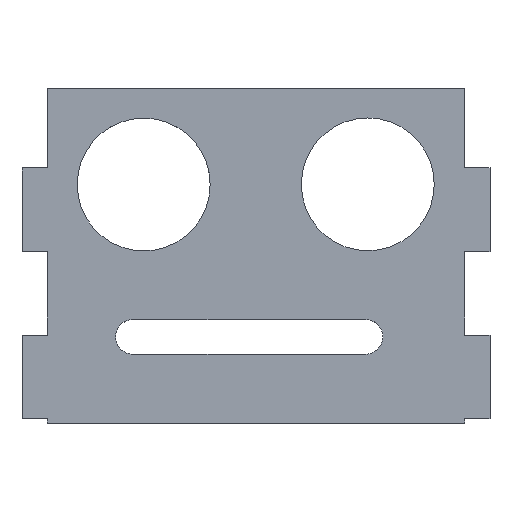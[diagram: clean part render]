
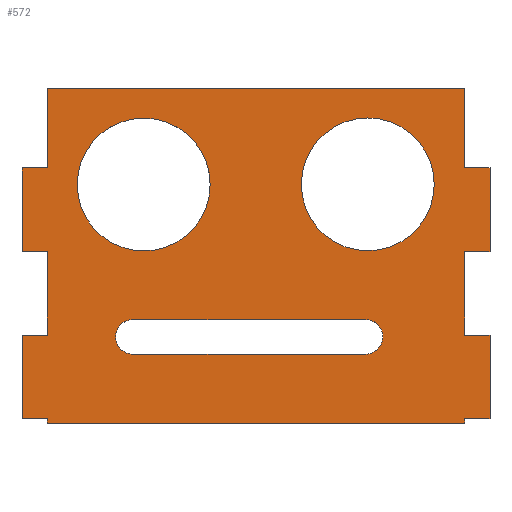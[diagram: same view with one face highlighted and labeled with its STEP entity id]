
A CAD part, top view. The second image highlights one B-rep face of the part: STEP entity #572.
In plain terms, the highlighted planar face has unit normal (0, 0, 1).
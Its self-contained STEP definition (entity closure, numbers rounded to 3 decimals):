
#14=FACE_BOUND('',#101,.T.);
#15=FACE_BOUND('',#102,.T.);
#16=FACE_BOUND('',#103,.T.);
#44=PLANE('',#628);
#72=FACE_OUTER_BOUND('',#100,.T.);
#100=EDGE_LOOP('',(#490,#491,#492,#493,#494,#495,#496,#497,#498,#499,#500,
#501,#502,#503,#504,#505,#506,#507,#508,#509));
#101=EDGE_LOOP('',(#510,#511,#512,#513));
#102=EDGE_LOOP('',(#514));
#103=EDGE_LOOP('',(#515));
#111=LINE('',#788,#181);
#115=LINE('',#798,#185);
#120=LINE('',#818,#190);
#123=LINE('',#824,#193);
#126=LINE('',#830,#196);
#129=LINE('',#836,#199);
#132=LINE('',#842,#202);
#135=LINE('',#848,#205);
#138=LINE('',#854,#208);
#141=LINE('',#860,#211);
#144=LINE('',#866,#214);
#147=LINE('',#872,#217);
#150=LINE('',#878,#220);
#153=LINE('',#884,#223);
#156=LINE('',#890,#226);
#159=LINE('',#896,#229);
#162=LINE('',#902,#232);
#165=LINE('',#908,#235);
#168=LINE('',#914,#238);
#171=LINE('',#920,#241);
#174=LINE('',#926,#244);
#177=LINE('',#930,#247);
#181=VECTOR('',#643,10.);
#185=VECTOR('',#655,10.);
#190=VECTOR('',#674,10.);
#193=VECTOR('',#679,10.);
#196=VECTOR('',#684,10.);
#199=VECTOR('',#689,10.);
#202=VECTOR('',#694,10.);
#205=VECTOR('',#699,10.);
#208=VECTOR('',#704,10.);
#211=VECTOR('',#709,10.);
#214=VECTOR('',#714,10.);
#217=VECTOR('',#719,10.);
#220=VECTOR('',#724,10.);
#223=VECTOR('',#729,10.);
#226=VECTOR('',#734,10.);
#229=VECTOR('',#739,10.);
#232=VECTOR('',#744,10.);
#235=VECTOR('',#749,10.);
#238=VECTOR('',#754,10.);
#241=VECTOR('',#759,10.);
#244=VECTOR('',#764,10.);
#247=VECTOR('',#769,10.);
#249=CIRCLE('',#596,2.063);
#251=CIRCLE('',#600,2.063);
#252=CIRCLE('',#603,7.95);
#254=CIRCLE('',#606,7.95);
#258=VERTEX_POINT('',#779);
#259=VERTEX_POINT('',#781);
#261=VERTEX_POINT('',#787);
#263=VERTEX_POINT('',#793);
#264=VERTEX_POINT('',#800);
#266=VERTEX_POINT('',#806);
#270=VERTEX_POINT('',#815);
#271=VERTEX_POINT('',#817);
#273=VERTEX_POINT('',#823);
#275=VERTEX_POINT('',#829);
#277=VERTEX_POINT('',#835);
#279=VERTEX_POINT('',#841);
#281=VERTEX_POINT('',#847);
#283=VERTEX_POINT('',#853);
#285=VERTEX_POINT('',#859);
#287=VERTEX_POINT('',#865);
#289=VERTEX_POINT('',#871);
#291=VERTEX_POINT('',#877);
#293=VERTEX_POINT('',#883);
#295=VERTEX_POINT('',#889);
#297=VERTEX_POINT('',#895);
#299=VERTEX_POINT('',#901);
#301=VERTEX_POINT('',#907);
#303=VERTEX_POINT('',#913);
#305=VERTEX_POINT('',#919);
#307=VERTEX_POINT('',#925);
#310=EDGE_CURVE('',#259,#258,#249,.T.);
#313=EDGE_CURVE('',#261,#259,#111,.T.);
#316=EDGE_CURVE('',#263,#261,#251,.T.);
#319=EDGE_CURVE('',#258,#263,#115,.T.);
#320=EDGE_CURVE('',#264,#264,#252,.T.);
#323=EDGE_CURVE('',#266,#266,#254,.T.);
#328=EDGE_CURVE('',#271,#270,#120,.T.);
#331=EDGE_CURVE('',#273,#271,#123,.T.);
#334=EDGE_CURVE('',#275,#273,#126,.T.);
#337=EDGE_CURVE('',#277,#275,#129,.T.);
#340=EDGE_CURVE('',#279,#277,#132,.T.);
#343=EDGE_CURVE('',#281,#279,#135,.T.);
#346=EDGE_CURVE('',#283,#281,#138,.T.);
#349=EDGE_CURVE('',#285,#283,#141,.T.);
#352=EDGE_CURVE('',#287,#285,#144,.T.);
#355=EDGE_CURVE('',#289,#287,#147,.T.);
#358=EDGE_CURVE('',#291,#289,#150,.T.);
#361=EDGE_CURVE('',#293,#291,#153,.T.);
#364=EDGE_CURVE('',#295,#293,#156,.T.);
#367=EDGE_CURVE('',#297,#295,#159,.T.);
#370=EDGE_CURVE('',#299,#297,#162,.T.);
#373=EDGE_CURVE('',#301,#299,#165,.T.);
#376=EDGE_CURVE('',#303,#301,#168,.T.);
#379=EDGE_CURVE('',#305,#303,#171,.T.);
#382=EDGE_CURVE('',#307,#305,#174,.T.);
#385=EDGE_CURVE('',#270,#307,#177,.T.);
#490=ORIENTED_EDGE('',*,*,#385,.T.);
#491=ORIENTED_EDGE('',*,*,#382,.T.);
#492=ORIENTED_EDGE('',*,*,#379,.T.);
#493=ORIENTED_EDGE('',*,*,#376,.T.);
#494=ORIENTED_EDGE('',*,*,#373,.T.);
#495=ORIENTED_EDGE('',*,*,#370,.T.);
#496=ORIENTED_EDGE('',*,*,#367,.T.);
#497=ORIENTED_EDGE('',*,*,#364,.T.);
#498=ORIENTED_EDGE('',*,*,#361,.T.);
#499=ORIENTED_EDGE('',*,*,#358,.T.);
#500=ORIENTED_EDGE('',*,*,#355,.T.);
#501=ORIENTED_EDGE('',*,*,#352,.T.);
#502=ORIENTED_EDGE('',*,*,#349,.T.);
#503=ORIENTED_EDGE('',*,*,#346,.T.);
#504=ORIENTED_EDGE('',*,*,#343,.T.);
#505=ORIENTED_EDGE('',*,*,#340,.T.);
#506=ORIENTED_EDGE('',*,*,#337,.T.);
#507=ORIENTED_EDGE('',*,*,#334,.T.);
#508=ORIENTED_EDGE('',*,*,#331,.T.);
#509=ORIENTED_EDGE('',*,*,#328,.T.);
#510=ORIENTED_EDGE('',*,*,#316,.T.);
#511=ORIENTED_EDGE('',*,*,#313,.T.);
#512=ORIENTED_EDGE('',*,*,#310,.T.);
#513=ORIENTED_EDGE('',*,*,#319,.T.);
#514=ORIENTED_EDGE('',*,*,#320,.T.);
#515=ORIENTED_EDGE('',*,*,#323,.T.);
#572=ADVANCED_FACE('',(#72,#14,#15,#16),#44,.T.);
#596=AXIS2_PLACEMENT_3D('',#782,#637,#638);
#600=AXIS2_PLACEMENT_3D('',#794,#649,#650);
#603=AXIS2_PLACEMENT_3D('',#801,#658,#659);
#606=AXIS2_PLACEMENT_3D('',#807,#665,#666);
#628=AXIS2_PLACEMENT_3D('',#931,#770,#771);
#637=DIRECTION('center_axis',(0.,0.,-1.));
#638=DIRECTION('ref_axis',(0.,1.,0.));
#643=DIRECTION('',(1.,0.,0.));
#649=DIRECTION('center_axis',(0.,0.,-1.));
#650=DIRECTION('ref_axis',(0.,-1.,0.));
#655=DIRECTION('',(-1.,0.,0.));
#658=DIRECTION('center_axis',(0.,0.,-1.));
#659=DIRECTION('ref_axis',(-1.,0.,0.));
#665=DIRECTION('center_axis',(0.,0.,-1.));
#666=DIRECTION('ref_axis',(-1.,0.,0.));
#674=DIRECTION('',(0.,1.,0.));
#679=DIRECTION('',(-1.,0.,0.));
#684=DIRECTION('',(0.,1.,0.));
#689=DIRECTION('',(1.,0.,0.));
#694=DIRECTION('',(0.,1.,0.));
#699=DIRECTION('',(-1.,0.,0.));
#704=DIRECTION('',(0.,1.,0.));
#709=DIRECTION('',(1.,0.,0.));
#714=DIRECTION('',(0.,1.,0.));
#719=DIRECTION('',(1.,0.,0.));
#724=DIRECTION('',(0.,-1.,0.));
#729=DIRECTION('',(1.,0.,0.));
#734=DIRECTION('',(0.,-1.,0.));
#739=DIRECTION('',(-1.,0.,0.));
#744=DIRECTION('',(0.,-1.,0.));
#749=DIRECTION('',(1.,0.,0.));
#754=DIRECTION('',(0.,-1.,0.));
#759=DIRECTION('',(-1.,0.,0.));
#764=DIRECTION('',(0.,-1.,0.));
#769=DIRECTION('',(-1.,0.,0.));
#770=DIRECTION('center_axis',(0.,0.,1.));
#771=DIRECTION('ref_axis',(1.,0.,0.));
#779=CARTESIAN_POINT('',(13.112,-11.747,2.5));
#781=CARTESIAN_POINT('',(13.112,-7.622,2.5));
#782=CARTESIAN_POINT('Origin',(13.112,-9.685,2.5));
#787=CARTESIAN_POINT('',(-14.751,-7.622,2.5));
#788=CARTESIAN_POINT('',(-7.375,-7.622,2.5));
#793=CARTESIAN_POINT('',(-14.751,-11.747,2.5));
#794=CARTESIAN_POINT('Origin',(-14.751,-9.685,2.5));
#798=CARTESIAN_POINT('',(6.556,-11.747,2.5));
#800=CARTESIAN_POINT('',(-5.489,8.55,2.5));
#801=CARTESIAN_POINT('Origin',(-13.439,8.55,2.5));
#806=CARTESIAN_POINT('',(21.324,8.568,2.5));
#807=CARTESIAN_POINT('Origin',(13.374,8.568,2.5));
#815=CARTESIAN_POINT('',(25.,20.,2.5));
#817=CARTESIAN_POINT('',(25.,10.53,2.5));
#818=CARTESIAN_POINT('',(25.,10.53,2.5));
#823=CARTESIAN_POINT('',(28.,10.53,2.5));
#824=CARTESIAN_POINT('',(28.,10.53,2.5));
#829=CARTESIAN_POINT('',(28.,0.53,2.5));
#830=CARTESIAN_POINT('',(28.,0.53,2.5));
#835=CARTESIAN_POINT('',(25.,0.53,2.5));
#836=CARTESIAN_POINT('',(25.,0.53,2.5));
#841=CARTESIAN_POINT('',(25.,-9.47,2.5));
#842=CARTESIAN_POINT('',(25.,-9.47,2.5));
#847=CARTESIAN_POINT('',(28.,-9.47,2.5));
#848=CARTESIAN_POINT('',(28.,-9.47,2.5));
#853=CARTESIAN_POINT('',(28.,-19.47,2.5));
#854=CARTESIAN_POINT('',(28.,-19.47,2.5));
#859=CARTESIAN_POINT('',(25.,-19.47,2.5));
#860=CARTESIAN_POINT('',(24.338,-19.47,2.5));
#865=CARTESIAN_POINT('',(25.,-20.,2.5));
#866=CARTESIAN_POINT('',(25.,-20.,2.5));
#871=CARTESIAN_POINT('',(-25.,-20.,2.5));
#872=CARTESIAN_POINT('',(-25.,-20.,2.5));
#877=CARTESIAN_POINT('',(-25.,-19.47,2.5));
#878=CARTESIAN_POINT('',(-25.,-19.47,2.5));
#883=CARTESIAN_POINT('',(-28.,-19.47,2.5));
#884=CARTESIAN_POINT('',(-28.,-19.47,2.5));
#889=CARTESIAN_POINT('',(-28.,-9.47,2.5));
#890=CARTESIAN_POINT('',(-28.,-9.47,2.5));
#895=CARTESIAN_POINT('',(-25.,-9.47,2.5));
#896=CARTESIAN_POINT('',(-25.,-9.47,2.5));
#901=CARTESIAN_POINT('',(-25.,0.53,2.5));
#902=CARTESIAN_POINT('',(-25.,0.53,2.5));
#907=CARTESIAN_POINT('',(-28.,0.53,2.5));
#908=CARTESIAN_POINT('',(-28.,0.53,2.5));
#913=CARTESIAN_POINT('',(-28.,10.53,2.5));
#914=CARTESIAN_POINT('',(-28.,10.53,2.5));
#919=CARTESIAN_POINT('',(-25.,10.53,2.5));
#920=CARTESIAN_POINT('',(-25.,10.53,2.5));
#925=CARTESIAN_POINT('',(-25.,20.,2.5));
#926=CARTESIAN_POINT('',(-25.,20.,2.5));
#930=CARTESIAN_POINT('',(25.,20.,2.5));
#931=CARTESIAN_POINT('Origin',(0.,-0.526,2.5));
